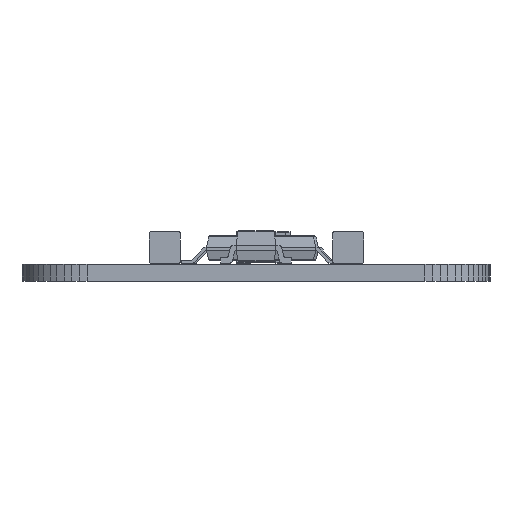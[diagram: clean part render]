
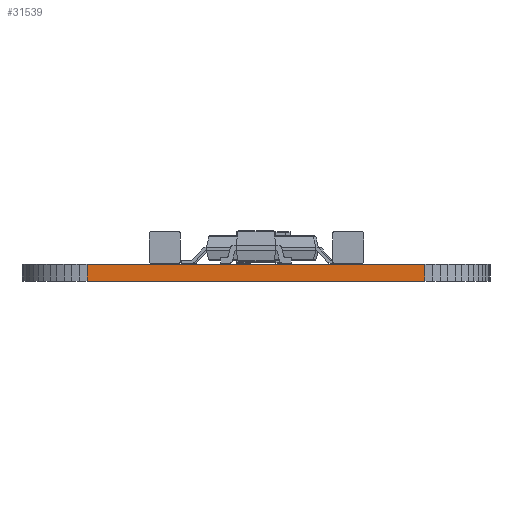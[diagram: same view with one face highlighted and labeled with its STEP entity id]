
A CAD part, front view. The second image highlights one B-rep face of the part: STEP entity #31539.
In plain terms, the highlighted planar face has unit normal (0, -1, 0).
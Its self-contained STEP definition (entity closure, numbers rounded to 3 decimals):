
#23828 = PLANE('',#23829);
#23829 = AXIS2_PLACEMENT_3D('',#23830,#23831,#23832);
#23830 = CARTESIAN_POINT('',(7.62,-23.95,0.68));
#23831 = DIRECTION('',(-0.,-0.,-1.));
#23832 = DIRECTION('',(-1.,0.,0.));
#23882 = PLANE('',#23883);
#23883 = AXIS2_PLACEMENT_3D('',#23884,#23885,#23886);
#23884 = CARTESIAN_POINT('',(7.62,-23.95,0.));
#23885 = DIRECTION('',(-0.,-0.,-1.));
#23886 = DIRECTION('',(-1.,0.,0.));
#24719 = VERTEX_POINT('',#24720);
#24720 = CARTESIAN_POINT('',(14.404,-50.874,0.));
#24734 = PLANE('',#24735);
#24735 = AXIS2_PLACEMENT_3D('',#24736,#24737,#24738);
#24736 = CARTESIAN_POINT('',(14.719,-50.855,0.));
#24737 = DIRECTION('',(0.06,-0.998,0.));
#24738 = DIRECTION('',(-0.998,-0.06,0.));
#24746 = EDGE_CURVE('',#24719,#24747,#24749,.T.);
#24747 = VERTEX_POINT('',#24748);
#24748 = CARTESIAN_POINT('',(0.836,-50.874,0.));
#24749 = SURFACE_CURVE('',#24750,(#24754,#24761),.PCURVE_S1.);
#24750 = LINE('',#24751,#24752);
#24751 = CARTESIAN_POINT('',(14.404,-50.874,0.));
#24752 = VECTOR('',#24753,1.);
#24753 = DIRECTION('',(-1.,0.,0.));
#24754 = PCURVE('',#23882,#24755);
#24755 = DEFINITIONAL_REPRESENTATION('',(#24756),#24760);
#24756 = LINE('',#24757,#24758);
#24757 = CARTESIAN_POINT('',(-6.784,-26.924));
#24758 = VECTOR('',#24759,1.);
#24759 = DIRECTION('',(1.,0.));
#24760 = ( GEOMETRIC_REPRESENTATION_CONTEXT(2) 
PARAMETRIC_REPRESENTATION_CONTEXT() REPRESENTATION_CONTEXT('2D SPACE',''
  ) );
#24761 = PCURVE('',#24762,#24767);
#24762 = PLANE('',#24763);
#24763 = AXIS2_PLACEMENT_3D('',#24764,#24765,#24766);
#24764 = CARTESIAN_POINT('',(14.404,-50.874,0.));
#24765 = DIRECTION('',(0.,-1.,0.));
#24766 = DIRECTION('',(-1.,0.,0.));
#24767 = DEFINITIONAL_REPRESENTATION('',(#24768),#24772);
#24768 = LINE('',#24769,#24770);
#24769 = CARTESIAN_POINT('',(0.,0.));
#24770 = VECTOR('',#24771,1.);
#24771 = DIRECTION('',(1.,0.));
#24772 = ( GEOMETRIC_REPRESENTATION_CONTEXT(2) 
PARAMETRIC_REPRESENTATION_CONTEXT() REPRESENTATION_CONTEXT('2D SPACE',''
  ) );
#24790 = PLANE('',#24791);
#24791 = AXIS2_PLACEMENT_3D('',#24792,#24793,#24794);
#24792 = CARTESIAN_POINT('',(0.836,-50.874,0.));
#24793 = DIRECTION('',(-0.06,-0.998,0.));
#24794 = DIRECTION('',(-0.998,0.06,0.));
#27930 = VERTEX_POINT('',#27931);
#27931 = CARTESIAN_POINT('',(14.404,-50.874,0.68));
#27952 = EDGE_CURVE('',#27930,#27953,#27955,.T.);
#27953 = VERTEX_POINT('',#27954);
#27954 = CARTESIAN_POINT('',(0.836,-50.874,0.68));
#27955 = SURFACE_CURVE('',#27956,(#27960,#27967),.PCURVE_S1.);
#27956 = LINE('',#27957,#27958);
#27957 = CARTESIAN_POINT('',(14.404,-50.874,0.68));
#27958 = VECTOR('',#27959,1.);
#27959 = DIRECTION('',(-1.,0.,0.));
#27960 = PCURVE('',#23828,#27961);
#27961 = DEFINITIONAL_REPRESENTATION('',(#27962),#27966);
#27962 = LINE('',#27963,#27964);
#27963 = CARTESIAN_POINT('',(-6.784,-26.924));
#27964 = VECTOR('',#27965,1.);
#27965 = DIRECTION('',(1.,0.));
#27966 = ( GEOMETRIC_REPRESENTATION_CONTEXT(2) 
PARAMETRIC_REPRESENTATION_CONTEXT() REPRESENTATION_CONTEXT('2D SPACE',''
  ) );
#27967 = PCURVE('',#24762,#27968);
#27968 = DEFINITIONAL_REPRESENTATION('',(#27969),#27973);
#27969 = LINE('',#27970,#27971);
#27970 = CARTESIAN_POINT('',(0.,-0.68));
#27971 = VECTOR('',#27972,1.);
#27972 = DIRECTION('',(1.,0.));
#27973 = ( GEOMETRIC_REPRESENTATION_CONTEXT(2) 
PARAMETRIC_REPRESENTATION_CONTEXT() REPRESENTATION_CONTEXT('2D SPACE',''
  ) );
#31491 = EDGE_CURVE('',#24719,#27930,#31492,.T.);
#31492 = SURFACE_CURVE('',#31493,(#31497,#31504),.PCURVE_S1.);
#31493 = LINE('',#31494,#31495);
#31494 = CARTESIAN_POINT('',(14.404,-50.874,0.));
#31495 = VECTOR('',#31496,1.);
#31496 = DIRECTION('',(0.,0.,1.));
#31497 = PCURVE('',#24734,#31498);
#31498 = DEFINITIONAL_REPRESENTATION('',(#31499),#31503);
#31499 = LINE('',#31500,#31501);
#31500 = CARTESIAN_POINT('',(0.316,0.));
#31501 = VECTOR('',#31502,1.);
#31502 = DIRECTION('',(0.,-1.));
#31503 = ( GEOMETRIC_REPRESENTATION_CONTEXT(2) 
PARAMETRIC_REPRESENTATION_CONTEXT() REPRESENTATION_CONTEXT('2D SPACE',''
  ) );
#31504 = PCURVE('',#24762,#31505);
#31505 = DEFINITIONAL_REPRESENTATION('',(#31506),#31510);
#31506 = LINE('',#31507,#31508);
#31507 = CARTESIAN_POINT('',(0.,0.));
#31508 = VECTOR('',#31509,1.);
#31509 = DIRECTION('',(0.,-1.));
#31510 = ( GEOMETRIC_REPRESENTATION_CONTEXT(2) 
PARAMETRIC_REPRESENTATION_CONTEXT() REPRESENTATION_CONTEXT('2D SPACE',''
  ) );
#31539 = ADVANCED_FACE('',(#31540),#24762,.T.);
#31540 = FACE_BOUND('',#31541,.T.);
#31541 = EDGE_LOOP('',(#31542,#31543,#31544,#31565));
#31542 = ORIENTED_EDGE('',*,*,#31491,.T.);
#31543 = ORIENTED_EDGE('',*,*,#27952,.T.);
#31544 = ORIENTED_EDGE('',*,*,#31545,.F.);
#31545 = EDGE_CURVE('',#24747,#27953,#31546,.T.);
#31546 = SURFACE_CURVE('',#31547,(#31551,#31558),.PCURVE_S1.);
#31547 = LINE('',#31548,#31549);
#31548 = CARTESIAN_POINT('',(0.836,-50.874,0.));
#31549 = VECTOR('',#31550,1.);
#31550 = DIRECTION('',(0.,0.,1.));
#31551 = PCURVE('',#24762,#31552);
#31552 = DEFINITIONAL_REPRESENTATION('',(#31553),#31557);
#31553 = LINE('',#31554,#31555);
#31554 = CARTESIAN_POINT('',(13.569,0.));
#31555 = VECTOR('',#31556,1.);
#31556 = DIRECTION('',(0.,-1.));
#31557 = ( GEOMETRIC_REPRESENTATION_CONTEXT(2) 
PARAMETRIC_REPRESENTATION_CONTEXT() REPRESENTATION_CONTEXT('2D SPACE',''
  ) );
#31558 = PCURVE('',#24790,#31559);
#31559 = DEFINITIONAL_REPRESENTATION('',(#31560),#31564);
#31560 = LINE('',#31561,#31562);
#31561 = CARTESIAN_POINT('',(0.,0.));
#31562 = VECTOR('',#31563,1.);
#31563 = DIRECTION('',(0.,-1.));
#31564 = ( GEOMETRIC_REPRESENTATION_CONTEXT(2) 
PARAMETRIC_REPRESENTATION_CONTEXT() REPRESENTATION_CONTEXT('2D SPACE',''
  ) );
#31565 = ORIENTED_EDGE('',*,*,#24746,.F.);
